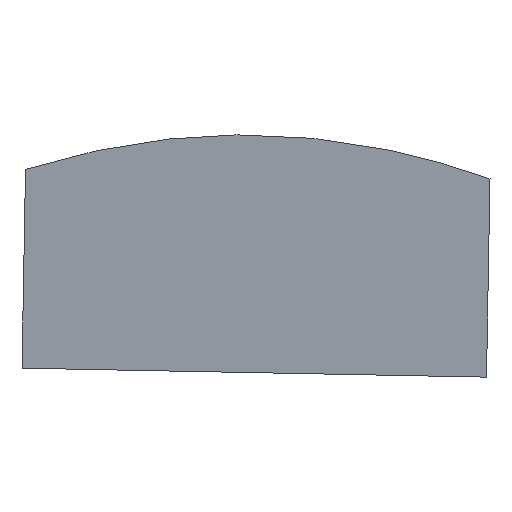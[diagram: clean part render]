
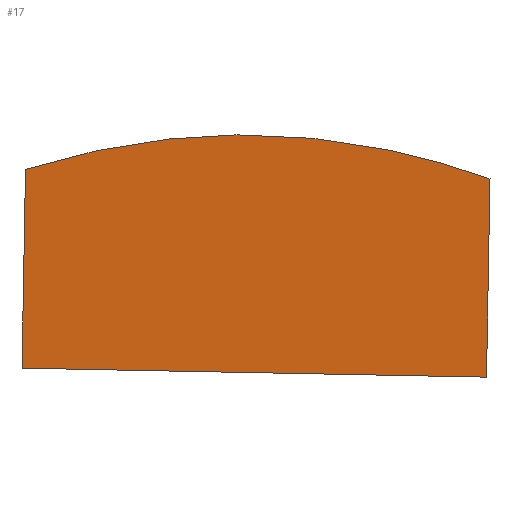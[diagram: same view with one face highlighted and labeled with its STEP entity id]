
A CAD part, top view. The second image highlights one B-rep face of the part: STEP entity #17.
In plain terms, the highlighted planar face has unit normal (-0.091, -0.018, 0.996).
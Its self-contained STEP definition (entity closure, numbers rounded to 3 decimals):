
#17 = ADVANCED_FACE('',(#18),#32,.T.);
#18 = FACE_BOUND('',#19,.F.);
#19 = EDGE_LOOP('',(#20,#43,#59,#75));
#20 = ORIENTED_EDGE('',*,*,#21,.T.);
#21 = EDGE_CURVE('',#22,#24,#26,.T.);
#22 = VERTEX_POINT('',#23);
#23 = CARTESIAN_POINT('',(2.508,1.014,0.248)
  );
#24 = VERTEX_POINT('',#25);
#25 = CARTESIAN_POINT('',(2.47,-1.113,0.206)
  );
#26 = SURFACE_CURVE('',#27,(#31),.PCURVE_S1.);
#27 = LINE('',#28,#29);
#28 = CARTESIAN_POINT('',(2.508,1.014,0.248)
  );
#29 = VECTOR('',#30,1.);
#30 = DIRECTION('',(-0.018,-1.,
    -0.02));
#31 = PCURVE('',#32,#37);
#32 = PLANE('',#33);
#33 = AXIS2_PLACEMENT_3D('',#34,#35,#36);
#34 = CARTESIAN_POINT('',(2.549,1.59,0.262)
  );
#35 = DIRECTION('',(-0.091,-0.018,
    0.996));
#36 = DIRECTION('',(-0.996,0.019,
    -0.091));
#37 = DEFINITIONAL_REPRESENTATION('',(#38),#42);
#38 = LINE('',#39,#40);
#39 = CARTESIAN_POINT('',(0.031,0.577));
#40 = VECTOR('',#41,1.);
#41 = DIRECTION('',(0.,1.));
#42 = ( GEOMETRIC_REPRESENTATION_CONTEXT(2) 
PARAMETRIC_REPRESENTATION_CONTEXT() REPRESENTATION_CONTEXT('2D SPACE',''
  ) );
#43 = ORIENTED_EDGE('',*,*,#44,.T.);
#44 = EDGE_CURVE('',#24,#45,#47,.T.);
#45 = VERTEX_POINT('',#46);
#46 = CARTESIAN_POINT('',(-2.508,-1.016,
    -0.248));
#47 = SURFACE_CURVE('',#48,(#52),.PCURVE_S1.);
#48 = LINE('',#49,#50);
#49 = CARTESIAN_POINT('',(2.47,-1.113,0.206)
  );
#50 = VECTOR('',#51,1.);
#51 = DIRECTION('',(-0.996,0.019,
    -0.091));
#52 = PCURVE('',#32,#53);
#53 = DEFINITIONAL_REPRESENTATION('',(#54),#58);
#54 = LINE('',#55,#56);
#55 = CARTESIAN_POINT('',(0.031,2.704));
#56 = VECTOR('',#57,1.);
#57 = DIRECTION('',(1.,0.));
#58 = ( GEOMETRIC_REPRESENTATION_CONTEXT(2) 
PARAMETRIC_REPRESENTATION_CONTEXT() REPRESENTATION_CONTEXT('2D SPACE',''
  ) );
#59 = ORIENTED_EDGE('',*,*,#60,.T.);
#60 = EDGE_CURVE('',#45,#61,#63,.T.);
#61 = VERTEX_POINT('',#62);
#62 = CARTESIAN_POINT('',(-2.47,1.114,-0.206
    ));
#63 = SURFACE_CURVE('',#64,(#68),.PCURVE_S1.);
#64 = LINE('',#65,#66);
#65 = CARTESIAN_POINT('',(-2.508,-1.016,-0.248
    ));
#66 = VECTOR('',#67,1.);
#67 = DIRECTION('',(0.018,1.,0.02
    ));
#68 = PCURVE('',#32,#69);
#69 = DEFINITIONAL_REPRESENTATION('',(#70),#74);
#70 = LINE('',#71,#72);
#71 = CARTESIAN_POINT('',(5.031,2.704));
#72 = VECTOR('',#73,1.);
#73 = DIRECTION('',(0.,-1.));
#74 = ( GEOMETRIC_REPRESENTATION_CONTEXT(2) 
PARAMETRIC_REPRESENTATION_CONTEXT() REPRESENTATION_CONTEXT('2D SPACE',''
  ) );
#75 = ORIENTED_EDGE('',*,*,#76,.T.);
#76 = EDGE_CURVE('',#61,#22,#77,.T.);
#77 = SURFACE_CURVE('',#78,(#85),.PCURVE_S1.);
#78 = B_SPLINE_CURVE_WITH_KNOTS('',3,(#79,#80,#81,#82,#83,#84),
  .UNSPECIFIED.,.F.,.F.,(4,1,1,4),(0.,0.333,0.667,1.),
  .UNSPECIFIED.);
#79 = CARTESIAN_POINT('',(-2.47,1.114,-0.206
    ));
#80 = CARTESIAN_POINT('',(-1.909,1.29,-0.151
    ));
#81 = CARTESIAN_POINT('',(-0.793,1.517,
    -0.045));
#82 = CARTESIAN_POINT('',(0.857,1.48,0.105)
  );
#83 = CARTESIAN_POINT('',(1.958,1.211,0.201)
  );
#84 = CARTESIAN_POINT('',(2.508,1.014,0.248)
  );
#85 = PCURVE('',#32,#86);
#86 = DEFINITIONAL_REPRESENTATION('',(#87),#94);
#87 = B_SPLINE_CURVE_WITH_KNOTS('',3,(#88,#89,#90,#91,#92,#93),
  .UNSPECIFIED.,.F.,.F.,(4,1,1,4),(0.,0.333,0.667,1.),
  .UNSPECIFIED.);
#88 = CARTESIAN_POINT('',(5.031,0.574));
#89 = CARTESIAN_POINT('',(4.471,0.387));
#90 = CARTESIAN_POINT('',(3.354,0.138));
#91 = CARTESIAN_POINT('',(1.697,0.143));
#92 = CARTESIAN_POINT('',(0.586,0.391));
#93 = CARTESIAN_POINT('',(0.031,0.577));
#94 = ( GEOMETRIC_REPRESENTATION_CONTEXT(2) 
PARAMETRIC_REPRESENTATION_CONTEXT() REPRESENTATION_CONTEXT('2D SPACE',''
  ) );
